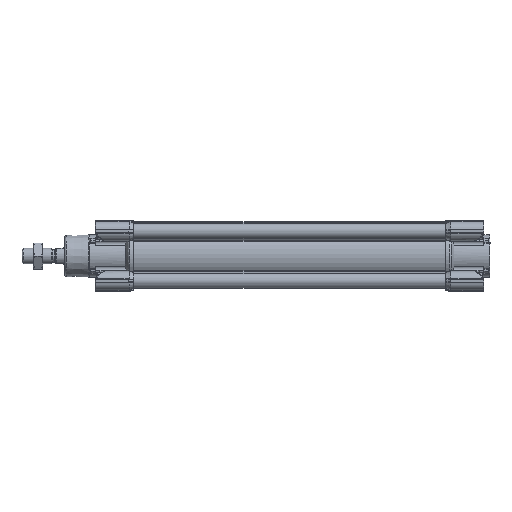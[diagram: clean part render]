
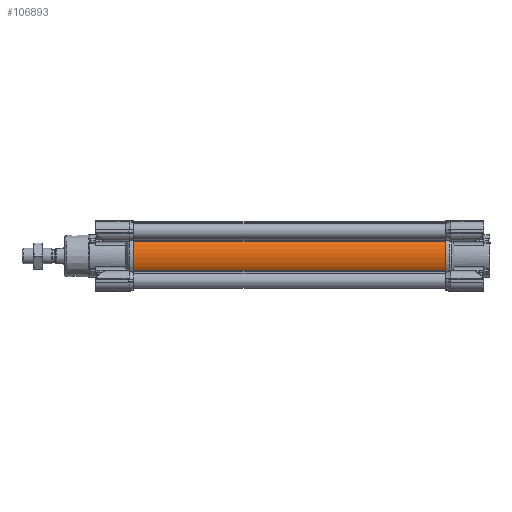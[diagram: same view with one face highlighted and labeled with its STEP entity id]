
A CAD part, left-side view. The second image highlights one B-rep face of the part: STEP entity #106893.
In plain terms, the highlighted cylindrical face has radius 17.5 mm (diameter 35 mm), a partial arc.
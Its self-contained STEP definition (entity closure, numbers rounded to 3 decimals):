
#4117 = CARTESIAN_POINT ( 'NONE',  ( -14.587, 185., 9.667 ) ) ;
#9447 = AXIS2_PLACEMENT_3D ( 'NONE', #116156, #43300, #117976 ) ;
#23961 = DIRECTION ( 'NONE',  ( 0., 1., 0. ) ) ;
#25691 = VERTEX_POINT ( 'NONE', #80157 ) ;
#27308 = ORIENTED_EDGE ( 'NONE', *, *, #39123, .T. ) ;
#29890 = VECTOR ( 'NONE', #60473, 1000. ) ;
#31665 = EDGE_CURVE ( 'NONE', #68373, #33309, #56208, .T. ) ;
#33309 = VERTEX_POINT ( 'NONE', #67569 ) ;
#33394 = LINE ( 'NONE', #114684, #29890 ) ;
#34184 = FACE_OUTER_BOUND ( 'NONE', #92566, .T. ) ;
#38229 = CIRCLE ( 'NONE', #9447, 17.5 ) ;
#39123 = EDGE_CURVE ( 'NONE', #25691, #99640, #38229, .T. ) ;
#39407 = EDGE_CURVE ( 'NONE', #68373, #25691, #86540, .T. ) ;
#43300 = DIRECTION ( 'NONE',  ( 0., -1., 0. ) ) ;
#44782 = CARTESIAN_POINT ( 'NONE',  ( -14.587, 229., -9.667 ) ) ;
#49811 = DIRECTION ( 'NONE',  ( 0., 1., 0. ) ) ;
#51739 = VECTOR ( 'NONE', #49811, 1000. ) ;
#56208 = CIRCLE ( 'NONE', #63905, 17.5 ) ;
#60473 = DIRECTION ( 'NONE',  ( 0., 1., 0. ) ) ;
#63905 = AXIS2_PLACEMENT_3D ( 'NONE', #63951, #111461, #83192 ) ;
#63951 = CARTESIAN_POINT ( 'NONE',  ( 0., 25., 0. ) ) ;
#67569 = CARTESIAN_POINT ( 'NONE',  ( -14.587, 25., -9.667 ) ) ;
#67958 = ORIENTED_EDGE ( 'NONE', *, *, #74179, .F. ) ;
#68373 = VERTEX_POINT ( 'NONE', #94400 ) ;
#70284 = DIRECTION ( 'NONE',  ( -1., 0., 0. ) ) ;
#71898 = ORIENTED_EDGE ( 'NONE', *, *, #39407, .T. ) ;
#74179 = EDGE_CURVE ( 'NONE', #33309, #99640, #33394, .T. ) ;
#79326 = CARTESIAN_POINT ( 'NONE',  ( 0., 185., 0. ) ) ;
#80157 = CARTESIAN_POINT ( 'NONE',  ( -14.587, 229., 9.667 ) ) ;
#80515 = CYLINDRICAL_SURFACE ( 'NONE', #89404, 17.5 ) ;
#83192 = DIRECTION ( 'NONE',  ( 1., 0., 0. ) ) ;
#86540 = LINE ( 'NONE', #4117, #51739 ) ;
#87658 = ORIENTED_EDGE ( 'NONE', *, *, #31665, .F. ) ;
#89404 = AXIS2_PLACEMENT_3D ( 'NONE', #79326, #23961, #70284 ) ;
#92566 = EDGE_LOOP ( 'NONE', ( #27308, #67958, #87658, #71898 ) ) ;
#94400 = CARTESIAN_POINT ( 'NONE',  ( -14.587, 25., 9.667 ) ) ;
#99640 = VERTEX_POINT ( 'NONE', #44782 ) ;
#106893 = ADVANCED_FACE ( 'NONE', ( #34184 ), #80515, .T. ) ;
#111461 = DIRECTION ( 'NONE',  ( 0., -1., 0. ) ) ;
#114684 = CARTESIAN_POINT ( 'NONE',  ( -14.587, 185., -9.667 ) ) ;
#116156 = CARTESIAN_POINT ( 'NONE',  ( 0., 229., 0. ) ) ;
#117976 = DIRECTION ( 'NONE',  ( 1., 0., 0. ) ) ;
